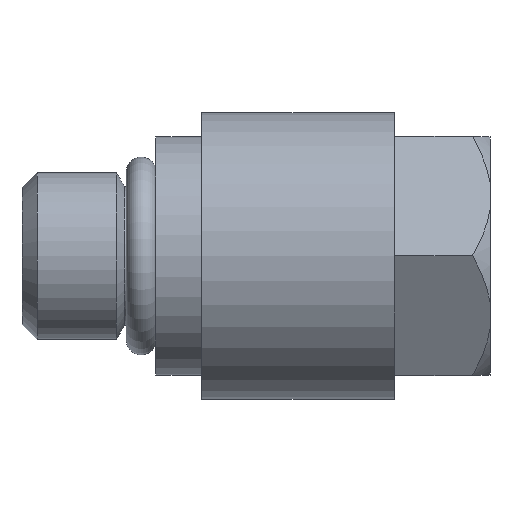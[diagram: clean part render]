
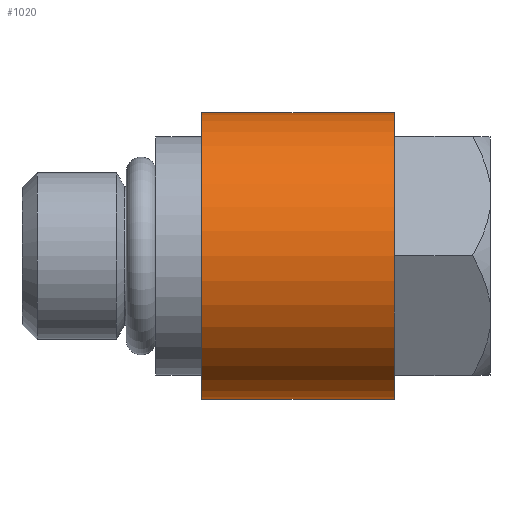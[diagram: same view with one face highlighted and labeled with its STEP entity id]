
A CAD part, top view. The second image highlights one B-rep face of the part: STEP entity #1020.
In plain terms, the highlighted cylindrical face has radius 9.525 mm (diameter 19.05 mm), a partial arc.
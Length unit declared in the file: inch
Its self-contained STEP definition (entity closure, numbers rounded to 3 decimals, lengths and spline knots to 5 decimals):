
#380=CARTESIAN_POINT('',(-0.25,0.,0.));
#381=DIRECTION('',(1.,0.,0.));
#382=DIRECTION('',(0.,1.,0.));
#383=AXIS2_PLACEMENT_3D('',#380,#381,#382);
#385=DIRECTION('',(-1.,0.,0.));
#386=VECTOR('',#385,0.505);
#387=CARTESIAN_POINT('',(-0.25,-0.375,0.));
#388=LINE('',#387,#386);
#389=DIRECTION('',(-1.,0.,0.));
#390=VECTOR('',#389,0.505);
#391=CARTESIAN_POINT('',(-0.25,0.375,0.));
#392=LINE('',#391,#390);
#393=CARTESIAN_POINT('',(-0.755,0.,0.));
#394=DIRECTION('',(1.,0.,0.));
#395=DIRECTION('',(0.,1.,0.));
#396=AXIS2_PLACEMENT_3D('',#393,#394,#395);
#593=CARTESIAN_POINT('',(-0.755,0.375,0.));
#594=CARTESIAN_POINT('',(-0.755,-0.375,0.));
#595=VERTEX_POINT('',#593);
#596=VERTEX_POINT('',#594);
#617=CARTESIAN_POINT('',(-0.25,-0.375,0.));
#618=CARTESIAN_POINT('',(-0.25,0.375,0.));
#619=VERTEX_POINT('',#617);
#620=VERTEX_POINT('',#618);
#1008=CARTESIAN_POINT('',(0.04375,0.,0.));
#1009=DIRECTION('',(-1.,0.,0.));
#1010=DIRECTION('',(0.,1.,0.));
#1011=AXIS2_PLACEMENT_3D('',#1008,#1009,#1010);
#1012=CYLINDRICAL_SURFACE('',#1011,0.375);
#1013=ORIENTED_EDGE('',*,*,#965,.T.);
#1014=ORIENTED_EDGE('',*,*,#1003,.T.);
#1016=ORIENTED_EDGE('',*,*,#1015,.F.);
#1017=ORIENTED_EDGE('',*,*,#999,.F.);
#1018=EDGE_LOOP('',(#1013,#1014,#1016,#1017));
#1019=FACE_OUTER_BOUND('',#1018,.F.);
#1020=ADVANCED_FACE('',(#1019),#1012,.T.);
#384=CIRCLE('',#383,0.375);
#397=CIRCLE('',#396,0.375);
#965=EDGE_CURVE('',#620,#619,#384,.T.);
#999=EDGE_CURVE('',#620,#595,#392,.T.);
#1003=EDGE_CURVE('',#619,#596,#388,.T.);
#1015=EDGE_CURVE('',#595,#596,#397,.T.);
